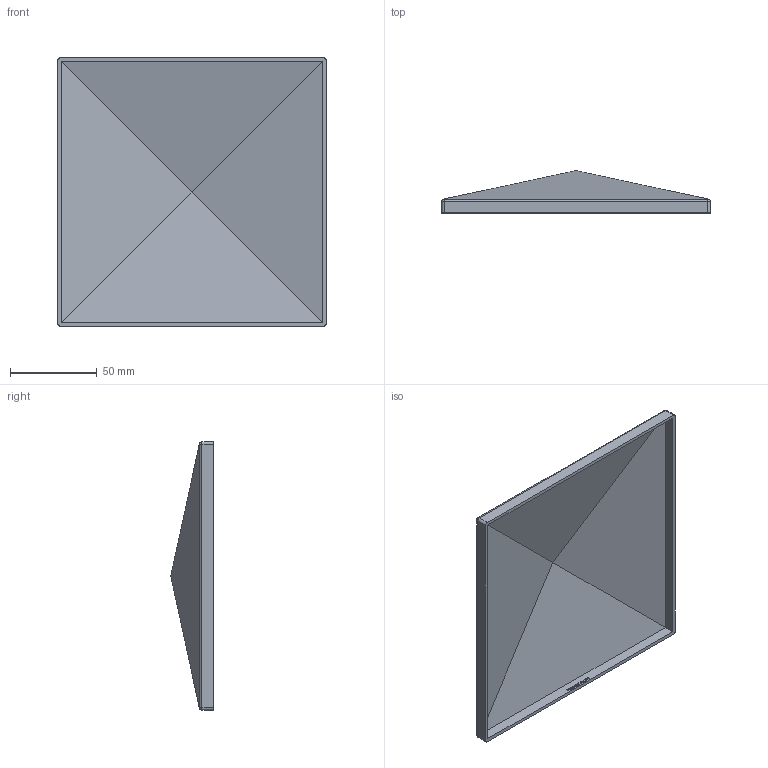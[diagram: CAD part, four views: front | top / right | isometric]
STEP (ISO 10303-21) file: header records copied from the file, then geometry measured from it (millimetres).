
FILE_DESCRIPTION (( 'STEP AP203' ), '1' );
FILE_NAME ('165-150-Z.step', '2021-06-04T11:33:54', ( '' ), ( '' ), 'SwSTEP 2.0', 'SolidWorks 2018', '' );
FILE_SCHEMA (( 'CONFIG_CONTROL_DESIGN' ));
Length unit declared in the file: millimetre
Products named in the file (2): 165-150-Z
Bounding box: 155 x 24.5 x 155 mm (x, y, z)
Volume: 56171.4 mm3; surface area: 57349.1 mm2
Topology: 1 solids, 1 shells, 238 faces, 613 edges, 396 vertices
Faces by surface type: plane 136, bspline 82, cylinder 12, sphere 8
Entity records: 11656 total; most frequent: CARTESIAN_POINT 6279, ORIENTED_EDGE 1218, DIRECTION 789, EDGE_CURVE 609, LINE 417, VECTOR 417, VERTEX_POINT 396, EDGE_LOOP 261
